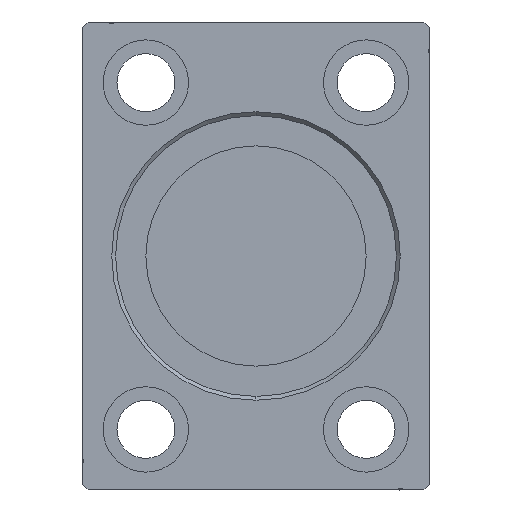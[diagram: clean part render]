
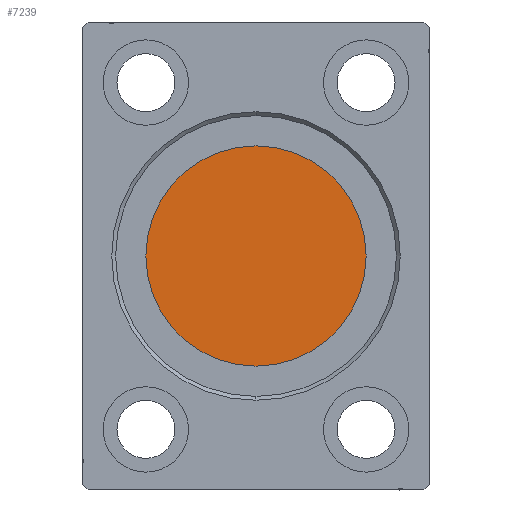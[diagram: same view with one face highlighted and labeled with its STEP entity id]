
A CAD part, left-side view. The second image highlights one B-rep face of the part: STEP entity #7239.
In plain terms, the highlighted planar face has unit normal (-1, 0, 0).
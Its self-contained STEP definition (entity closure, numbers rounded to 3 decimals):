
#2350 = CARTESIAN_POINT ( 'NONE',  ( 235.7, 0., 20. ) ) ;
#2879 = AXIS2_PLACEMENT_3D ( 'NONE', #38669, #9255, #15268 ) ;
#7239 = ADVANCED_FACE ( 'NONE', ( #25565 ), #28580, .T. ) ;
#8494 = CIRCLE ( 'NONE', #32479, 20. ) ;
#9255 = DIRECTION ( 'NONE',  ( -1., 0., 0. ) ) ;
#9320 = DIRECTION ( 'NONE',  ( -1., 0., 0. ) ) ;
#14239 = EDGE_CURVE ( 'NONE', #26649, #41918, #8494, .T. ) ;
#15268 = DIRECTION ( 'NONE',  ( 0., 0., 1. ) ) ;
#17285 = CARTESIAN_POINT ( 'NONE',  ( 235.7, 0., 0. ) ) ;
#20362 = EDGE_CURVE ( 'NONE', #41918, #26649, #33918, .T. ) ;
#24587 = DIRECTION ( 'NONE',  ( 0., 0., 1. ) ) ;
#25565 = FACE_OUTER_BOUND ( 'NONE', #34804, .T. ) ;
#26649 = VERTEX_POINT ( 'NONE', #2350 ) ;
#28580 = PLANE ( 'NONE',  #2879 ) ;
#29365 = ORIENTED_EDGE ( 'NONE', *, *, #14239, .T. ) ;
#30378 = DIRECTION ( 'NONE',  ( -1., 0., 0. ) ) ;
#32479 = AXIS2_PLACEMENT_3D ( 'NONE', #38942, #9320, #32484 ) ;
#32484 = DIRECTION ( 'NONE',  ( 0., 0., 1. ) ) ;
#33918 = CIRCLE ( 'NONE', #38039, 20. ) ;
#34266 = ORIENTED_EDGE ( 'NONE', *, *, #20362, .T. ) ;
#34804 = EDGE_LOOP ( 'NONE', ( #29365, #34266 ) ) ;
#38003 = CARTESIAN_POINT ( 'NONE',  ( 235.7, 0., -20. ) ) ;
#38039 = AXIS2_PLACEMENT_3D ( 'NONE', #17285, #30378, #24587 ) ;
#38669 = CARTESIAN_POINT ( 'NONE',  ( 235.7, 0., 0. ) ) ;
#38942 = CARTESIAN_POINT ( 'NONE',  ( 235.7, 0., 0. ) ) ;
#41918 = VERTEX_POINT ( 'NONE', #38003 ) ;
